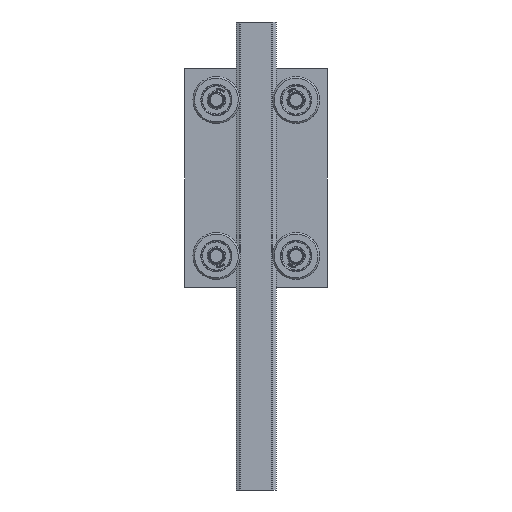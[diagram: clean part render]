
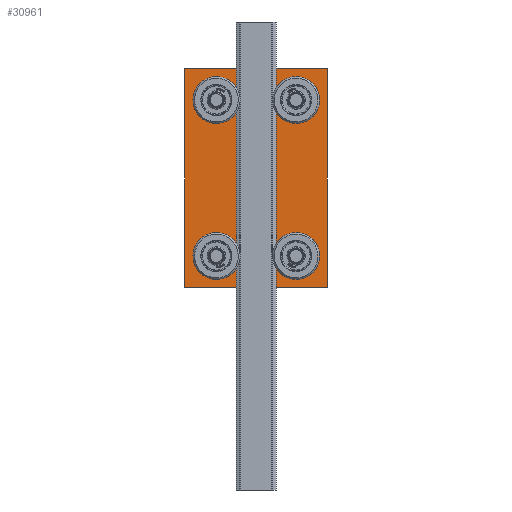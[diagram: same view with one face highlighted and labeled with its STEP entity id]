
A CAD part, left-side view. The second image highlights one B-rep face of the part: STEP entity #30961.
In plain terms, the highlighted free-form (B-spline) face has degree [1, 1] with [2, 2] control points.
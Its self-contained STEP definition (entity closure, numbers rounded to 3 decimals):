
#30624 = VERTEX_POINT('',#30625);
#30625 = CARTESIAN_POINT('',(-0.085,34.104,
    0.));
#30630 = EDGE_CURVE('',#30624,#30624,#30631,.T.);
#30631 = ( BOUNDED_CURVE() B_SPLINE_CURVE(2,(#30632,#30633,#30634,#30635
    ,#30636,#30637,#30638),.UNSPECIFIED.,.T.,.F.) 
B_SPLINE_CURVE_WITH_KNOTS((3,2,2,3),(3.142,5.236,
7.33,9.425),.PIECEWISE_BEZIER_KNOTS.) CURVE() 
GEOMETRIC_REPRESENTATION_ITEM() RATIONAL_B_SPLINE_CURVE((1.,0.5,1.,0.5,
1.,0.5,1.)) REPRESENTATION_ITEM('') );
#30632 = CARTESIAN_POINT('',(-0.085,34.104,
    0.));
#30633 = CARTESIAN_POINT('',(-0.085,34.104,
    -7.254));
#30634 = CARTESIAN_POINT('',(-0.085,40.386,
    -3.627));
#30635 = CARTESIAN_POINT('',(-0.085,46.669,
    0.));
#30636 = CARTESIAN_POINT('',(-0.085,40.386,
    3.627));
#30637 = CARTESIAN_POINT('',(-0.085,34.104,
    7.254));
#30638 = CARTESIAN_POINT('',(-0.085,34.104,
    0.));
#30676 = VERTEX_POINT('',#30677);
#30677 = CARTESIAN_POINT('',(-0.085,3.382,
    59.832));
#30682 = EDGE_CURVE('',#30676,#30676,#30683,.T.);
#30683 = ( BOUNDED_CURVE() B_SPLINE_CURVE(2,(#30684,#30685,#30686,#30687
    ,#30688,#30689,#30690),.UNSPECIFIED.,.T.,.F.) 
B_SPLINE_CURVE_WITH_KNOTS((3,2,2,3),(3.142,5.236,
7.33,9.425),.PIECEWISE_BEZIER_KNOTS.) CURVE() 
GEOMETRIC_REPRESENTATION_ITEM() RATIONAL_B_SPLINE_CURVE((1.,0.5,1.,0.5,
1.,0.5,1.)) REPRESENTATION_ITEM('') );
#30684 = CARTESIAN_POINT('',(-0.085,3.382,
    59.832));
#30685 = CARTESIAN_POINT('',(-0.085,3.382,
    52.578));
#30686 = CARTESIAN_POINT('',(-0.085,9.664,
    56.205));
#30687 = CARTESIAN_POINT('',(-0.085,15.946,
    59.832));
#30688 = CARTESIAN_POINT('',(-0.085,9.664,
    63.459));
#30689 = CARTESIAN_POINT('',(-0.085,3.382,
    67.086));
#30690 = CARTESIAN_POINT('',(-0.085,3.382,
    59.832));
#30728 = VERTEX_POINT('',#30729);
#30729 = CARTESIAN_POINT('',(-0.085,3.382,
    0.));
#30734 = EDGE_CURVE('',#30728,#30728,#30735,.T.);
#30735 = ( BOUNDED_CURVE() B_SPLINE_CURVE(2,(#30736,#30737,#30738,#30739
    ,#30740,#30741,#30742),.UNSPECIFIED.,.T.,.F.) 
B_SPLINE_CURVE_WITH_KNOTS((3,2,2,3),(3.142,5.236,
7.33,9.425),.PIECEWISE_BEZIER_KNOTS.) CURVE() 
GEOMETRIC_REPRESENTATION_ITEM() RATIONAL_B_SPLINE_CURVE((1.,0.5,1.,0.5,
1.,0.5,1.)) REPRESENTATION_ITEM('') );
#30736 = CARTESIAN_POINT('',(-0.085,3.382,
    0.));
#30737 = CARTESIAN_POINT('',(-0.085,3.382,
    -7.255));
#30738 = CARTESIAN_POINT('',(-0.085,9.664,
    -3.627));
#30739 = CARTESIAN_POINT('',(-0.085,15.946,
    0.));
#30740 = CARTESIAN_POINT('',(-0.085,9.664,
    3.627));
#30741 = CARTESIAN_POINT('',(-0.085,3.382,
    7.254));
#30742 = CARTESIAN_POINT('',(-0.085,3.382,
    0.));
#30780 = VERTEX_POINT('',#30781);
#30781 = CARTESIAN_POINT('',(-0.085,34.104,
    59.832));
#30786 = EDGE_CURVE('',#30780,#30780,#30787,.T.);
#30787 = ( BOUNDED_CURVE() B_SPLINE_CURVE(2,(#30788,#30789,#30790,#30791
    ,#30792,#30793,#30794),.UNSPECIFIED.,.T.,.F.) 
B_SPLINE_CURVE_WITH_KNOTS((3,2,2,3),(3.142,5.236,
7.33,9.425),.PIECEWISE_BEZIER_KNOTS.) CURVE() 
GEOMETRIC_REPRESENTATION_ITEM() RATIONAL_B_SPLINE_CURVE((1.,0.5,1.,0.5,
1.,0.5,1.)) REPRESENTATION_ITEM('') );
#30788 = CARTESIAN_POINT('',(-0.085,34.104,
    59.832));
#30789 = CARTESIAN_POINT('',(-0.085,34.104,
    52.578));
#30790 = CARTESIAN_POINT('',(-0.085,40.386,
    56.205));
#30791 = CARTESIAN_POINT('',(-0.085,46.669,
    59.832));
#30792 = CARTESIAN_POINT('',(-0.085,40.386,
    63.459));
#30793 = CARTESIAN_POINT('',(-0.085,34.104,
    67.086));
#30794 = CARTESIAN_POINT('',(-0.085,34.104,
    59.832));
#30829 = EDGE_CURVE('',#30830,#30832,#30834,.T.);
#30830 = VERTEX_POINT('',#30831);
#30831 = CARTESIAN_POINT('',(-0.085,50.259,
    71.798));
#30832 = VERTEX_POINT('',#30833);
#30833 = CARTESIAN_POINT('',(-0.085,-4.396,
    71.798));
#30834 = B_SPLINE_CURVE_WITH_KNOTS('',1,(#30835,#30836),.UNSPECIFIED.,
  .F.,.F.,(2,2),(0.,45.674),.PIECEWISE_BEZIER_KNOTS.);
#30835 = CARTESIAN_POINT('',(-0.085,50.259,
    71.798));
#30836 = CARTESIAN_POINT('',(-0.085,-4.396,
    71.798));
#30865 = EDGE_CURVE('',#30830,#30866,#30868,.T.);
#30866 = VERTEX_POINT('',#30867);
#30867 = CARTESIAN_POINT('',(-0.085,50.259,
    -11.966));
#30868 = B_SPLINE_CURVE_WITH_KNOTS('',1,(#30869,#30870),.UNSPECIFIED.,
  .F.,.F.,(2,2),(-60.,10.),.PIECEWISE_BEZIER_KNOTS.);
#30869 = CARTESIAN_POINT('',(-0.085,50.259,
    71.798));
#30870 = CARTESIAN_POINT('',(-0.085,50.259,
    -11.966));
#30893 = EDGE_CURVE('',#30894,#30866,#30896,.T.);
#30894 = VERTEX_POINT('',#30895);
#30895 = CARTESIAN_POINT('',(-0.085,-4.396,
    -11.966));
#30896 = B_SPLINE_CURVE_WITH_KNOTS('',1,(#30897,#30898),.UNSPECIFIED.,
  .F.,.F.,(2,2),(0.,45.674),.PIECEWISE_BEZIER_KNOTS.);
#30897 = CARTESIAN_POINT('',(-0.085,-4.396,
    -11.966));
#30898 = CARTESIAN_POINT('',(-0.085,50.259,
    -11.966));
#30921 = EDGE_CURVE('',#30832,#30894,#30922,.T.);
#30922 = B_SPLINE_CURVE_WITH_KNOTS('',1,(#30923,#30924),.UNSPECIFIED.,
  .F.,.F.,(2,2),(-60.,10.),.PIECEWISE_BEZIER_KNOTS.);
#30923 = CARTESIAN_POINT('',(-0.085,-4.396,
    71.798));
#30924 = CARTESIAN_POINT('',(-0.085,-4.396,
    -11.966));
#30961 = ADVANCED_FACE('',(#30962,#30968,#30971,#30974,#30977),#30980,
  .F.);
#30962 = FACE_BOUND('',#30963,.T.);
#30963 = EDGE_LOOP('',(#30964,#30965,#30966,#30967));
#30964 = ORIENTED_EDGE('',*,*,#30921,.F.);
#30965 = ORIENTED_EDGE('',*,*,#30829,.F.);
#30966 = ORIENTED_EDGE('',*,*,#30865,.T.);
#30967 = ORIENTED_EDGE('',*,*,#30893,.F.);
#30968 = FACE_BOUND('',#30969,.T.);
#30969 = EDGE_LOOP('',(#30970));
#30970 = ORIENTED_EDGE('',*,*,#30630,.T.);
#30971 = FACE_BOUND('',#30972,.T.);
#30972 = EDGE_LOOP('',(#30973));
#30973 = ORIENTED_EDGE('',*,*,#30682,.T.);
#30974 = FACE_BOUND('',#30975,.T.);
#30975 = EDGE_LOOP('',(#30976));
#30976 = ORIENTED_EDGE('',*,*,#30734,.T.);
#30977 = FACE_BOUND('',#30978,.T.);
#30978 = EDGE_LOOP('',(#30979));
#30979 = ORIENTED_EDGE('',*,*,#30786,.T.);
#30980 = B_SPLINE_SURFACE_WITH_KNOTS('',1,1,(
    (#30981,#30982)
    ,(#30983,#30984
    )),.UNSPECIFIED.,.F.,.F.,.F.,(2,2),(2,2),(-22.837,
    22.837),(-35.,35.),.PIECEWISE_BEZIER_KNOTS.);
#30981 = CARTESIAN_POINT('',(-0.085,-4.396,
    -11.966));
#30982 = CARTESIAN_POINT('',(-0.085,-4.396,
    71.798));
#30983 = CARTESIAN_POINT('',(-0.085,50.259,
    -11.966));
#30984 = CARTESIAN_POINT('',(-0.085,50.259,
    71.798));
